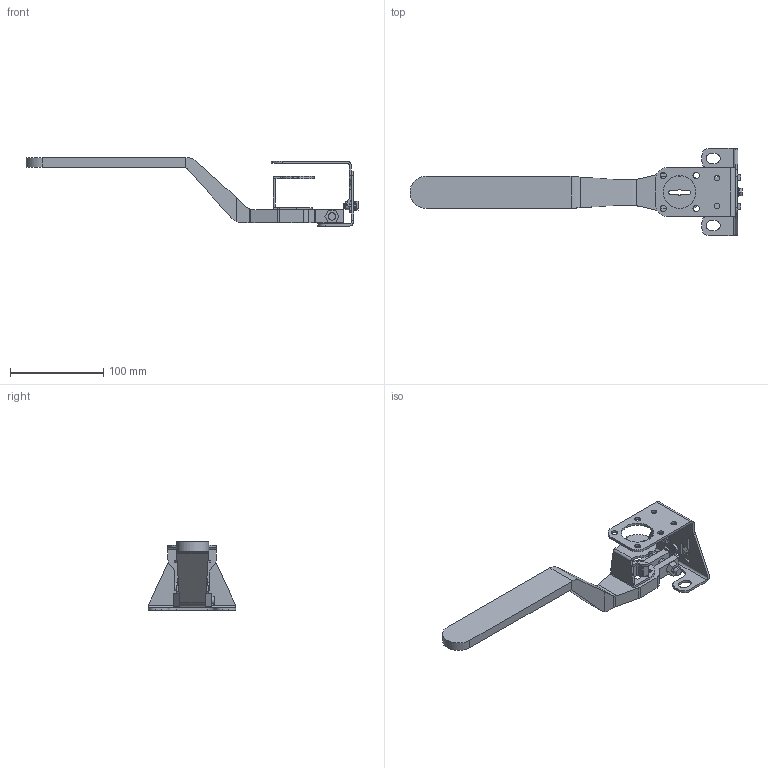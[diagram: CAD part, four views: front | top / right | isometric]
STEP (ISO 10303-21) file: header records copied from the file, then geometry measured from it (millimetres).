
FILE_DESCRIPTION((''),'2;1');
FILE_NAME('CAD-8034_ASM','2021-10-21T12:58:14',('creinig-se'),(''),'CREO PARAMETRIC BY PTC INC, 2019292','CREO PARAMETRIC BY PTC INC, 2019292','');
FILE_SCHEMA(('CONFIG_CONTROL_DESIGN','SHAPE_APPEARANCE_LAYERS_GROUPS'));
Length unit declared in the file: millimetre
Products named in the file (4): CAD-8034_1; CAD-8034_2; CAD-8034_3; CAD-8034_ASM
Assembly tree (3 placements, depth 2):
  CAD-8034_ASM
    CAD-8034_1
    CAD-8034_2
    CAD-8034_3
Bounding box: 356.7 x 94 x 73.49 mm (x, y, z)
Volume: 173481.9 mm3; surface area: 65734.5 mm2
Topology: 4 solids, 4 shells, 402 faces, 1121 edges, 735 vertices
Faces by surface type: plane 221, cylinder 155, cone 26
Entity records: 13195 total; most frequent: CARTESIAN_POINT 2369, DIRECTION 2262, ORIENTED_EDGE 2242, EDGE_CURVE 1121, AXIS2_PLACEMENT_3D 765, VERTEX_POINT 735, VECTOR 732, LINE 732
